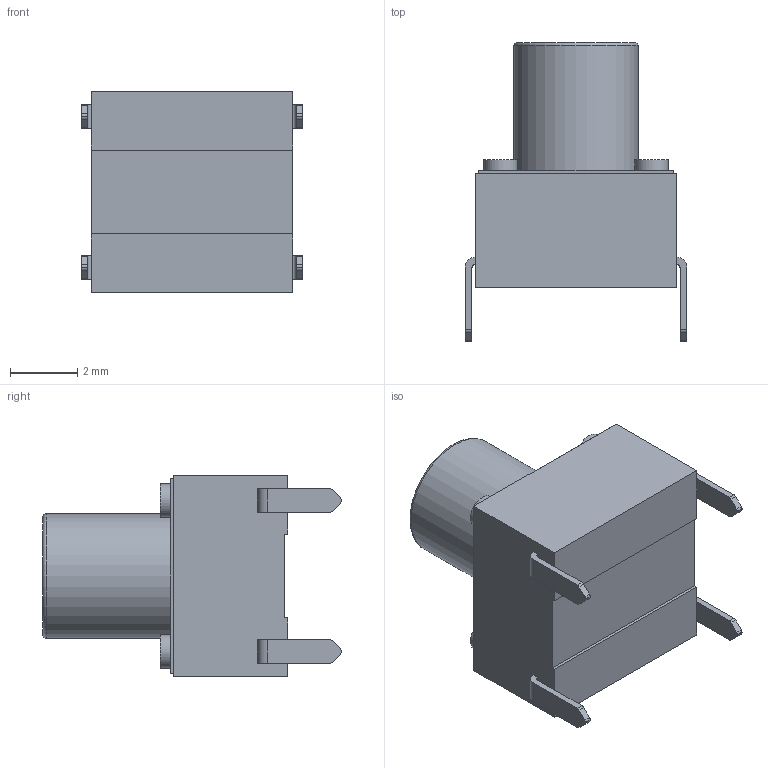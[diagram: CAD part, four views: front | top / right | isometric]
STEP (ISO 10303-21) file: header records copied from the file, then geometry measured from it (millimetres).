
FILE_SCHEMA (('AUTOMOTIVE_DESIGN { 1 0 10303 214 3 1 1 }'));
Length unit declared in the file: millimetre
Products named in the file (1): TS02-66-73-BK-160-SCR-D
Bounding box: 6.6 x 8.9 x 6 mm (x, y, z)
Volume: 167.4 mm3; surface area: 221.1 mm2
Topology: 1 solids, 1 shells, 78 faces, 198 edges, 132 vertices
Faces by surface type: plane 48, cylinder 29, torus 1
Full cylindrical faces by diameter (mm): 1 x4, 3.7 x1
Entity records: 2450 total; most frequent: DIRECTION 417, CARTESIAN_POINT 409, ORIENTED_EDGE 396, EDGE_CURVE 198, AXIS2_PLACEMENT_3D 140, LINE 137, VECTOR 137, VERTEX_POINT 132
